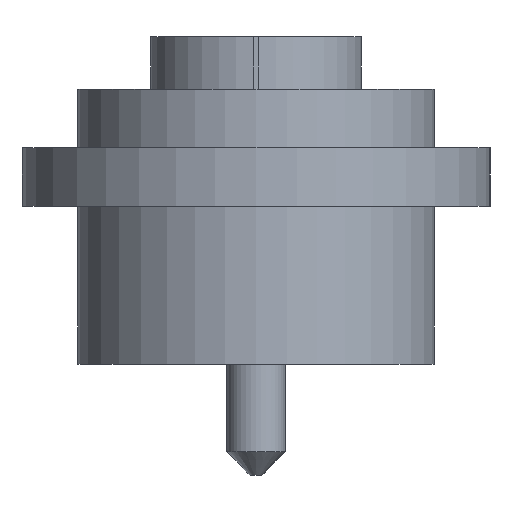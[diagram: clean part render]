
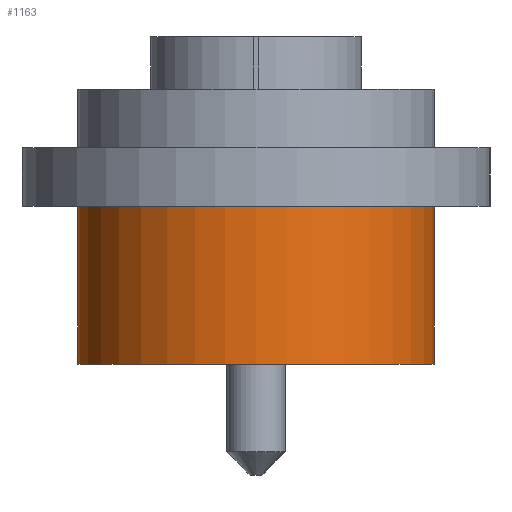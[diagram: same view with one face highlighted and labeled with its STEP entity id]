
A CAD part, left-side view. The second image highlights one B-rep face of the part: STEP entity #1163.
In plain terms, the highlighted cylindrical face has radius 3.05 mm (diameter 6.1 mm), a partial arc.
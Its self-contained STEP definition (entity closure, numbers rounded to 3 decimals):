
#159=FACE_OUTER_BOUND('',#253,.T.);
#253=EDGE_LOOP('',(#967,#968,#969,#970));
#355=LINE('',#2022,#435);
#359=LINE('',#2030,#439);
#435=VECTOR('',#1640,10.);
#439=VECTOR('',#1648,10.);
#499=CIRCLE('',#1320,3.05);
#503=CIRCLE('',#1333,3.05);
#593=VERTEX_POINT('',#1992);
#595=VERTEX_POINT('',#1995);
#601=VERTEX_POINT('',#2021);
#603=VERTEX_POINT('',#2029);
#720=EDGE_CURVE('',#595,#593,#499,.T.);
#733=EDGE_CURVE('',#595,#601,#355,.T.);
#737=EDGE_CURVE('',#593,#603,#359,.T.);
#738=EDGE_CURVE('',#601,#603,#503,.T.);
#967=ORIENTED_EDGE('',*,*,#720,.T.);
#968=ORIENTED_EDGE('',*,*,#737,.T.);
#969=ORIENTED_EDGE('',*,*,#738,.F.);
#970=ORIENTED_EDGE('',*,*,#733,.F.);
#1107=CYLINDRICAL_SURFACE('',#1332,3.05);
#1163=ADVANCED_FACE('',(#159),#1107,.T.);
#1320=AXIS2_PLACEMENT_3D('',#1996,#1609,#1610);
#1332=AXIS2_PLACEMENT_3D('',#2028,#1646,#1647);
#1333=AXIS2_PLACEMENT_3D('',#2031,#1649,#1650);
#1609=DIRECTION('center_axis',(0.,0.,-1.));
#1610=DIRECTION('ref_axis',(1.,0.,0.));
#1640=DIRECTION('',(0.,0.,-1.));
#1646=DIRECTION('center_axis',(0.,0.,-1.));
#1647=DIRECTION('ref_axis',(-1.,0.,0.));
#1648=DIRECTION('',(0.,0.,-1.));
#1649=DIRECTION('center_axis',(0.,0.,-1.));
#1650=DIRECTION('ref_axis',(1.,0.,0.));
#1992=CARTESIAN_POINT('',(-8.5,3.05,-2.));
#1995=CARTESIAN_POINT('',(-8.5,-3.05,-2.));
#1996=CARTESIAN_POINT('Origin',(-8.5,0.,-2.));
#2021=CARTESIAN_POINT('',(-8.5,-3.05,-4.7));
#2022=CARTESIAN_POINT('',(-8.5,-3.05,0.));
#2028=CARTESIAN_POINT('Origin',(-8.5,0.,0.));
#2029=CARTESIAN_POINT('',(-8.5,3.05,-4.7));
#2030=CARTESIAN_POINT('',(-8.5,3.05,0.));
#2031=CARTESIAN_POINT('Origin',(-8.5,0.,-4.7));
